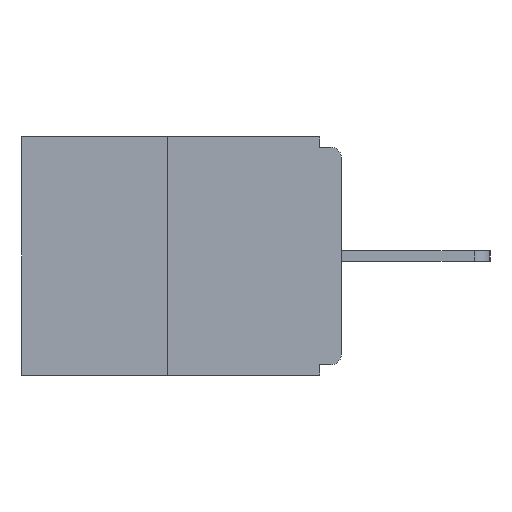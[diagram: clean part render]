
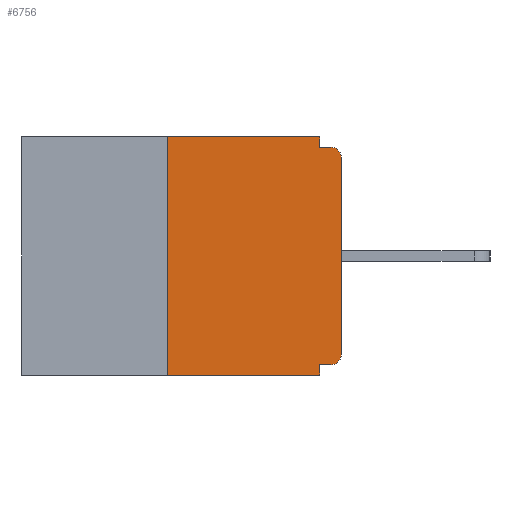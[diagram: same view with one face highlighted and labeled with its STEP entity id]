
A CAD part, left-side view. The second image highlights one B-rep face of the part: STEP entity #6756.
In plain terms, the highlighted planar face has unit normal (-1, 0, 0).
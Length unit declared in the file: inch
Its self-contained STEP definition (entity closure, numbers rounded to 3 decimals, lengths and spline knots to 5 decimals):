
#31 = ORIENTED_EDGE ( 'NONE', *, *, #4179, .F. ) ;
#118 = CARTESIAN_POINT ( 'NONE',  ( 0., 0.25, 0. ) ) ;
#360 = AXIS2_PLACEMENT_3D ( 'NONE', #12394, #18185, #16810 ) ;
#1172 = EDGE_CURVE ( 'NONE', #17276, #18048, #8562, .T. ) ;
#1175 = VECTOR ( 'NONE', #5545, 39.37008 ) ;
#1351 = CARTESIAN_POINT ( 'NONE',  ( 0., 0.25, -0.343 ) ) ;
#1780 = VERTEX_POINT ( 'NONE', #1351 ) ;
#2276 = CARTESIAN_POINT ( 'NONE',  ( 0., 0., -0.313 ) ) ;
#2333 = VERTEX_POINT ( 'NONE', #15573 ) ;
#2341 = DIRECTION ( 'NONE',  ( 0., -1., 0. ) ) ;
#2386 = ORIENTED_EDGE ( 'NONE', *, *, #6357, .F. ) ;
#2862 = EDGE_CURVE ( 'NONE', #18048, #6493, #9809, .T. ) ;
#3274 = EDGE_CURVE ( 'NONE', #2333, #9488, #19058, .T. ) ;
#4114 = VECTOR ( 'NONE', #11699, 39.37008 ) ;
#4156 = VERTEX_POINT ( 'NONE', #16147 ) ;
#4179 = EDGE_CURVE ( 'NONE', #9488, #4156, #5474, .T. ) ;
#4499 = CARTESIAN_POINT ( 'NONE',  ( 0., 0.015, -0.03 ) ) ;
#5085 = CARTESIAN_POINT ( 'NONE',  ( 0., 0.031, -0.328 ) ) ;
#5200 = DIRECTION ( 'NONE',  ( 0., 0., -1. ) ) ;
#5231 = VECTOR ( 'NONE', #13532, 39.37008 ) ;
#5274 = CARTESIAN_POINT ( 'NONE',  ( 0., 0.031, -0.343 ) ) ;
#5474 = LINE ( 'NONE', #5274, #18656 ) ;
#5515 = EDGE_CURVE ( 'NONE', #1780, #4156, #14953, .T. ) ;
#5545 = DIRECTION ( 'NONE',  ( 0., 1., 0. ) ) ;
#5656 = CARTESIAN_POINT ( 'NONE',  ( 0., 0.46, 0. ) ) ;
#5858 = CARTESIAN_POINT ( 'NONE',  ( 0., 0.015, -0.015 ) ) ;
#6327 = ORIENTED_EDGE ( 'NONE', *, *, #16667, .F. ) ;
#6357 = EDGE_CURVE ( 'NONE', #1780, #19149, #19231, .T. ) ;
#6384 = CARTESIAN_POINT ( 'NONE',  ( 0., 0., -0.03 ) ) ;
#6493 = VERTEX_POINT ( 'NONE', #5858 ) ;
#6553 = VECTOR ( 'NONE', #16060, 39.37008 ) ;
#6651 = CARTESIAN_POINT ( 'NONE',  ( 0., 0., 0. ) ) ;
#6756 = ADVANCED_FACE ( 'NONE', ( #7822 ), #13859, .F. ) ;
#7049 = DIRECTION ( 'NONE',  ( 0., 0., -1. ) ) ;
#7234 = EDGE_LOOP ( 'NONE', ( #6327, #2386, #17864, #31, #16372, #12614, #11135, #12697, #9829, #8940 ) ) ;
#7356 = DIRECTION ( 'NONE',  ( -1., 0., 0. ) ) ;
#7822 = FACE_OUTER_BOUND ( 'NONE', #7234, .T. ) ;
#8139 = DIRECTION ( 'NONE',  ( 0., 0., 1. ) ) ;
#8562 = LINE ( 'NONE', #9838, #6553 ) ;
#8940 = ORIENTED_EDGE ( 'NONE', *, *, #1172, .F. ) ;
#9063 = VERTEX_POINT ( 'NONE', #6384 ) ;
#9105 = EDGE_CURVE ( 'NONE', #2333, #10308, #12779, .T. ) ;
#9488 = VERTEX_POINT ( 'NONE', #5085 ) ;
#9569 = VECTOR ( 'NONE', #2341, 39.37008 ) ;
#9809 = LINE ( 'NONE', #15835, #9569 ) ;
#9829 = ORIENTED_EDGE ( 'NONE', *, *, #2862, .F. ) ;
#9838 = CARTESIAN_POINT ( 'NONE',  ( 0., 0.031, 0. ) ) ;
#10308 = VERTEX_POINT ( 'NONE', #2276 ) ;
#10963 = EDGE_CURVE ( 'NONE', #9063, #6493, #15977, .T. ) ;
#11124 = LINE ( 'NONE', #6651, #18077 ) ;
#11135 = ORIENTED_EDGE ( 'NONE', *, *, #19483, .T. ) ;
#11699 = DIRECTION ( 'NONE',  ( 0., -1., 0. ) ) ;
#11893 = LINE ( 'NONE', #5656, #4114 ) ;
#12032 = CARTESIAN_POINT ( 'NONE',  ( 0., 0.031, -0.015 ) ) ;
#12100 = DIRECTION ( 'NONE',  ( 0., -1., 0. ) ) ;
#12394 = CARTESIAN_POINT ( 'NONE',  ( 0., 0.46, 0. ) ) ;
#12535 = DIRECTION ( 'NONE',  ( -1., 0., 0. ) ) ;
#12614 = ORIENTED_EDGE ( 'NONE', *, *, #9105, .T. ) ;
#12697 = ORIENTED_EDGE ( 'NONE', *, *, #10963, .T. ) ;
#12779 = CIRCLE ( 'NONE', #17497, 0.015 ) ;
#12864 = CARTESIAN_POINT ( 'NONE',  ( 0., 0., -0.328 ) ) ;
#13532 = DIRECTION ( 'NONE',  ( 0., 0., 1. ) ) ;
#13859 = PLANE ( 'NONE',  #360 ) ;
#14501 = CARTESIAN_POINT ( 'NONE',  ( 0., 0.25, 0. ) ) ;
#14953 = LINE ( 'NONE', #16426, #19457 ) ;
#15301 = CARTESIAN_POINT ( 'NONE',  ( 0., 0.031, 0. ) ) ;
#15573 = CARTESIAN_POINT ( 'NONE',  ( 0., 0.015, -0.328 ) ) ;
#15835 = CARTESIAN_POINT ( 'NONE',  ( 0., 0., -0.015 ) ) ;
#15977 = CIRCLE ( 'NONE', #19408, 0.015 ) ;
#16060 = DIRECTION ( 'NONE',  ( 0., 0., -1. ) ) ;
#16147 = CARTESIAN_POINT ( 'NONE',  ( 0., 0.031, -0.343 ) ) ;
#16372 = ORIENTED_EDGE ( 'NONE', *, *, #3274, .F. ) ;
#16426 = CARTESIAN_POINT ( 'NONE',  ( 0., 0.46, -0.343 ) ) ;
#16667 = EDGE_CURVE ( 'NONE', #19149, #17276, #11893, .T. ) ;
#16810 = DIRECTION ( 'NONE',  ( 0., 0., -1. ) ) ;
#17241 = CARTESIAN_POINT ( 'NONE',  ( 0., 0.015, -0.313 ) ) ;
#17276 = VERTEX_POINT ( 'NONE', #15301 ) ;
#17497 = AXIS2_PLACEMENT_3D ( 'NONE', #17241, #12535, #5200 ) ;
#17864 = ORIENTED_EDGE ( 'NONE', *, *, #5515, .T. ) ;
#18003 = DIRECTION ( 'NONE',  ( 0., 0., -1. ) ) ;
#18048 = VERTEX_POINT ( 'NONE', #12032 ) ;
#18077 = VECTOR ( 'NONE', #8139, 39.37008 ) ;
#18185 = DIRECTION ( 'NONE',  ( 1., 0., 0. ) ) ;
#18656 = VECTOR ( 'NONE', #7049, 39.37008 ) ;
#19058 = LINE ( 'NONE', #12864, #1175 ) ;
#19149 = VERTEX_POINT ( 'NONE', #14501 ) ;
#19231 = LINE ( 'NONE', #118, #5231 ) ;
#19408 = AXIS2_PLACEMENT_3D ( 'NONE', #4499, #7356, #18003 ) ;
#19457 = VECTOR ( 'NONE', #12100, 39.37008 ) ;
#19483 = EDGE_CURVE ( 'NONE', #10308, #9063, #11124, .T. ) ;
